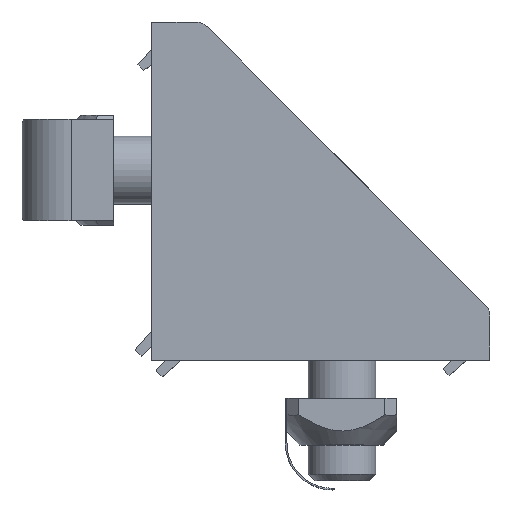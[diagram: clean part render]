
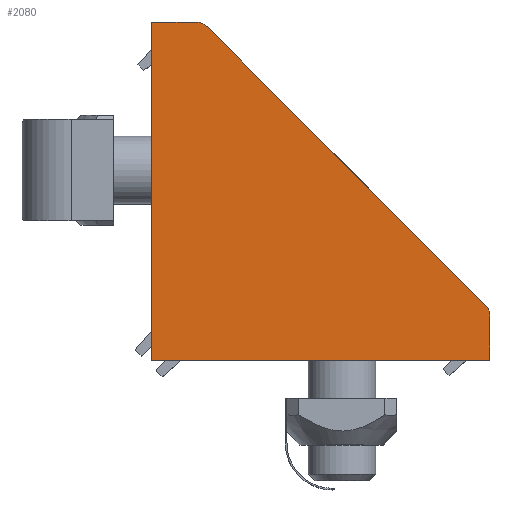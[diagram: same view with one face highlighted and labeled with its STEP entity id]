
A CAD part, top view. The second image highlights one B-rep face of the part: STEP entity #2080.
In plain terms, the highlighted planar face has unit normal (0, 0, 1).
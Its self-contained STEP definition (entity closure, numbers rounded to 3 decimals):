
#139=PLANE('',#2315);
#239=FACE_OUTER_BOUND('',#361,.T.);
#361=EDGE_LOOP('',(#1793,#1794,#1795,#1796,#1797,#1798,#1799));
#478=LINE('',#3129,#693);
#556=LINE('',#3358,#771);
#561=LINE('',#3368,#776);
#563=LINE('',#3375,#778);
#565=LINE('',#3378,#780);
#693=VECTOR('',#2534,10.);
#771=VECTOR('',#2758,10.);
#776=VECTOR('',#2769,10.);
#778=VECTOR('',#2777,10.);
#780=VECTOR('',#2781,10.);
#870=CIRCLE('',#2305,2.);
#872=CIRCLE('',#2312,2.);
#946=VERTEX_POINT('',#3126);
#947=VERTEX_POINT('',#3128);
#1022=VERTEX_POINT('',#3347);
#1023=VERTEX_POINT('',#3349);
#1025=VERTEX_POINT('',#3357);
#1028=VERTEX_POINT('',#3370);
#1029=VERTEX_POINT('',#3374);
#1171=EDGE_CURVE('',#946,#947,#478,.T.);
#1281=EDGE_CURVE('',#1022,#1023,#870,.T.);
#1285=EDGE_CURVE('',#1023,#1025,#556,.T.);
#1291=EDGE_CURVE('',#947,#1022,#561,.T.);
#1292=EDGE_CURVE('',#1025,#1028,#872,.T.);
#1294=EDGE_CURVE('',#1028,#1029,#563,.T.);
#1296=EDGE_CURVE('',#1029,#946,#565,.T.);
#1793=ORIENTED_EDGE('',*,*,#1291,.F.);
#1794=ORIENTED_EDGE('',*,*,#1171,.F.);
#1795=ORIENTED_EDGE('',*,*,#1296,.F.);
#1796=ORIENTED_EDGE('',*,*,#1294,.F.);
#1797=ORIENTED_EDGE('',*,*,#1292,.F.);
#1798=ORIENTED_EDGE('',*,*,#1285,.F.);
#1799=ORIENTED_EDGE('',*,*,#1281,.F.);
#2080=ADVANCED_FACE('',(#239),#139,.T.);
#2305=AXIS2_PLACEMENT_3D('',#3350,#2749,#2750);
#2312=AXIS2_PLACEMENT_3D('',#3371,#2772,#2773);
#2315=AXIS2_PLACEMENT_3D('',#3379,#2782,#2783);
#2534=DIRECTION('',(0.,1.,0.));
#2749=DIRECTION('center_axis',(0.,0.,-1.));
#2750=DIRECTION('ref_axis',(0.707,0.707,0.));
#2758=DIRECTION('',(0.707,-0.707,0.));
#2769=DIRECTION('',(1.,0.,0.));
#2772=DIRECTION('center_axis',(0.,0.,-1.));
#2773=DIRECTION('ref_axis',(1.,0.,0.));
#2777=DIRECTION('',(0.,-1.,0.));
#2781=DIRECTION('',(-1.,0.,0.));
#2782=DIRECTION('center_axis',(0.,0.,1.));
#2783=DIRECTION('ref_axis',(1.,0.,0.));
#3126=CARTESIAN_POINT('',(-20.,-20.,12.5));
#3128=CARTESIAN_POINT('',(-20.,20.,12.5));
#3129=CARTESIAN_POINT('',(-20.,20.,12.5));
#3347=CARTESIAN_POINT('',(-14.828,20.,12.5));
#3349=CARTESIAN_POINT('',(-13.414,19.415,12.5));
#3350=CARTESIAN_POINT('Origin',(-14.828,18.,12.5));
#3357=CARTESIAN_POINT('',(19.414,-13.385,12.5));
#3358=CARTESIAN_POINT('',(19.414,-13.385,12.5));
#3368=CARTESIAN_POINT('',(-14.828,20.,12.5));
#3370=CARTESIAN_POINT('',(20.,-14.8,12.5));
#3371=CARTESIAN_POINT('Origin',(18.,-14.8,12.5));
#3374=CARTESIAN_POINT('',(20.,-20.,12.5));
#3375=CARTESIAN_POINT('',(20.,-20.,12.5));
#3378=CARTESIAN_POINT('',(-20.,-20.,12.5));
#3379=CARTESIAN_POINT('Origin',(-4.559,-4.561,12.5));
